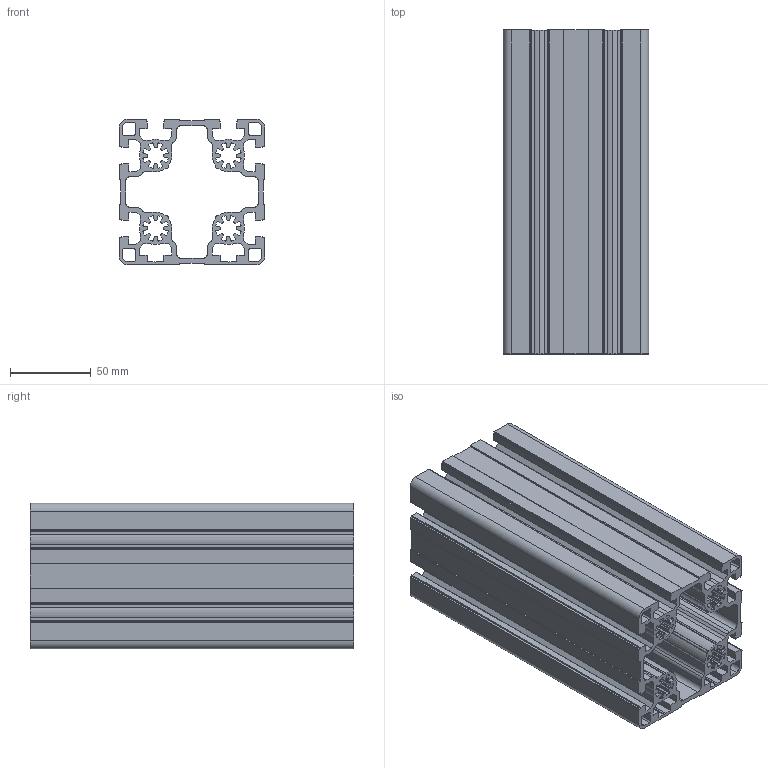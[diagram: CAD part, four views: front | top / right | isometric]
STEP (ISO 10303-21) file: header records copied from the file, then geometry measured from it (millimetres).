
FILE_DESCRIPTION (( 'STEP AP203' ), '1' );
FILE_NAME ('411990600_c_1.STEP', '2022-10-23T11:48:18', ( '' ), ( '' ), 'SwSTEP 2.0', 'SolidWorks 2014', '' );
FILE_SCHEMA (( 'CONFIG_CONTROL_DESIGN' ));
Length unit declared in the file: millimetre
Products named in the file (1): 411990600_c_1
Bounding box: 90 x 200 x 90 mm (x, y, z)
Volume: 471908.5 mm3; surface area: 299666.3 mm2
Topology: 1 solids, 1 shells, 652 faces, 1950 edges, 1300 vertices
Faces by surface type: cylinder 388, plane 264
Entity records: 22371 total; most frequent: DIRECTION 4032, CARTESIAN_POINT 3903, ORIENTED_EDGE 3900, EDGE_CURVE 1950, AXIS2_PLACEMENT_3D 1429, VERTEX_POINT 1300, LINE 1174, VECTOR 1174
